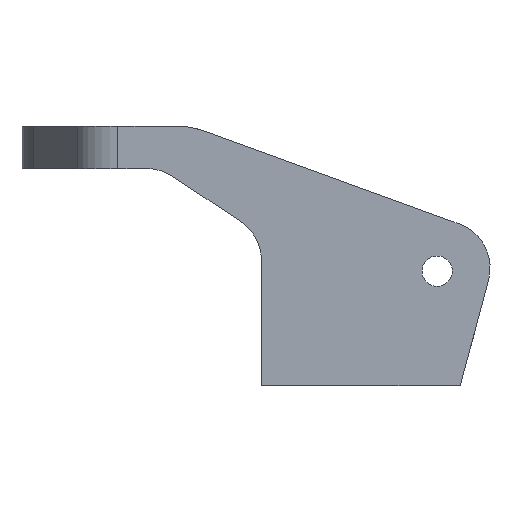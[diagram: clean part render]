
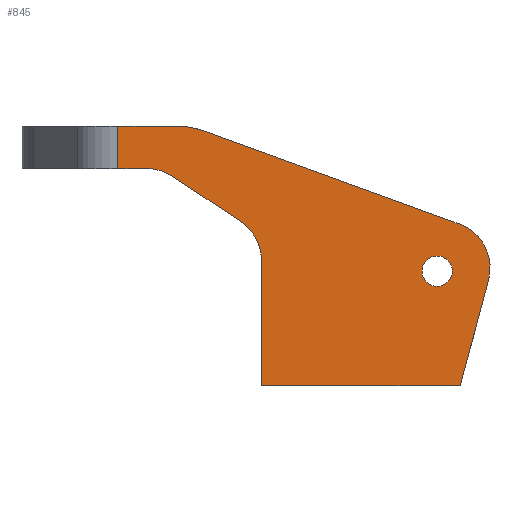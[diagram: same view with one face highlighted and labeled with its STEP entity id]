
A CAD part, left-side view. The second image highlights one B-rep face of the part: STEP entity #845.
In plain terms, the highlighted planar face has unit normal (-1, 0, 0).
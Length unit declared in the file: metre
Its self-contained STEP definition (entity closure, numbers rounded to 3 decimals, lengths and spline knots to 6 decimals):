
#56=LINE('',#1270,#124);
#63=LINE('',#1284,#131);
#71=LINE('',#1311,#139);
#74=LINE('',#1321,#142);
#85=LINE('',#1356,#153);
#90=LINE('',#1383,#158);
#94=LINE('',#1396,#162);
#95=LINE('',#1398,#163);
#124=VECTOR('',#1008,1.);
#131=VECTOR('',#1017,1.);
#139=VECTOR('',#1033,1.);
#142=VECTOR('',#1044,1.);
#153=VECTOR('',#1073,1.);
#158=VECTOR('',#1100,1.);
#162=VECTOR('',#1116,1.);
#163=VECTOR('',#1117,1.);
#285=ORIENTED_EDGE('',*,*,#477,.T.);
#286=ORIENTED_EDGE('',*,*,#497,.F.);
#287=ORIENTED_EDGE('',*,*,#498,.F.);
#288=ORIENTED_EDGE('',*,*,#499,.T.);
#289=ORIENTED_EDGE('',*,*,#444,.T.);
#290=ORIENTED_EDGE('',*,*,#500,.T.);
#291=ORIENTED_EDGE('',*,*,#437,.F.);
#292=ORIENTED_EDGE('',*,*,#490,.F.);
#293=ORIENTED_EDGE('',*,*,#460,.F.);
#294=ORIENTED_EDGE('',*,*,#457,.F.);
#295=ORIENTED_EDGE('',*,*,#455,.T.);
#296=ORIENTED_EDGE('',*,*,#451,.F.);
#297=ORIENTED_EDGE('',*,*,#465,.T.);
#437=EDGE_CURVE('',#556,#557,#56,.T.);
#444=EDGE_CURVE('',#562,#563,#63,.T.);
#451=EDGE_CURVE('',#569,#570,#633,.T.);
#455=EDGE_CURVE('',#572,#570,#71,.T.);
#457=EDGE_CURVE('',#572,#574,#635,.T.);
#460=EDGE_CURVE('',#574,#576,#74,.T.);
#465=EDGE_CURVE('',#579,#579,#636,.T.);
#477=EDGE_CURVE('',#569,#590,#85,.T.);
#490=EDGE_CURVE('',#576,#556,#90,.T.);
#497=EDGE_CURVE('',#601,#590,#94,.T.);
#498=EDGE_CURVE('',#602,#601,#95,.T.);
#499=EDGE_CURVE('',#602,#562,#652,.T.);
#500=EDGE_CURVE('',#563,#557,#653,.T.);
#556=VERTEX_POINT('',#1271);
#557=VERTEX_POINT('',#1272);
#562=VERTEX_POINT('',#1285);
#563=VERTEX_POINT('',#1286);
#569=VERTEX_POINT('',#1302);
#570=VERTEX_POINT('',#1304);
#572=VERTEX_POINT('',#1309);
#574=VERTEX_POINT('',#1316);
#576=VERTEX_POINT('',#1322);
#579=VERTEX_POINT('',#1331);
#590=VERTEX_POINT('',#1355);
#601=VERTEX_POINT('',#1397);
#602=VERTEX_POINT('',#1399);
#633=CIRCLE('',#898,0.0095);
#635=CIRCLE('',#902,0.005);
#636=CIRCLE('',#905,0.0016);
#652=CIRCLE('',#930,0.005);
#653=CIRCLE('',#931,0.005);
#699=EDGE_LOOP('',(#285,#286,#287,#288,#289,#290,#291,#292,#293,#294,#295,
#296));
#700=EDGE_LOOP('',(#297));
#767=FACE_BOUND('',#699,.T.);
#768=FACE_BOUND('',#700,.T.);
#820=PLANE('',#929);
#845=ADVANCED_FACE('',(#767,#768),#820,.F.);
#898=AXIS2_PLACEMENT_3D('',#1303,#1026,#1027);
#902=AXIS2_PLACEMENT_3D('',#1315,#1038,#1039);
#905=AXIS2_PLACEMENT_3D('',#1330,#1051,#1052);
#929=AXIS2_PLACEMENT_3D('',#1395,#1114,#1115);
#930=AXIS2_PLACEMENT_3D('',#1400,#1118,#1119);
#931=AXIS2_PLACEMENT_3D('',#1401,#1120,#1121);
#1008=DIRECTION('',(0.,0.,1.));
#1017=DIRECTION('',(0.,-0.834,-0.552));
#1026=DIRECTION('',(1.,0.,0.));
#1027=DIRECTION('',(0.,0.,-1.));
#1033=DIRECTION('',(0.,0.94,0.342));
#1038=DIRECTION('',(1.,0.,0.));
#1039=DIRECTION('',(0.,0.,-1.));
#1044=DIRECTION('',(0.,0.259,-0.966));
#1051=DIRECTION('',(1.,0.,0.));
#1052=DIRECTION('',(0.,0.,-1.));
#1073=DIRECTION('',(0.,1.,0.));
#1100=DIRECTION('',(0.,1.,0.));
#1114=DIRECTION('',(1.,0.,0.));
#1115=DIRECTION('',(0.,1.,0.));
#1116=DIRECTION('',(0.,0.,1.));
#1117=DIRECTION('',(0.,1.,0.));
#1118=DIRECTION('',(1.,0.,0.));
#1119=DIRECTION('',(0.,0.,-1.));
#1120=DIRECTION('',(1.,0.,0.));
#1121=DIRECTION('',(0.,0.,-1.));
#1270=CARTESIAN_POINT('',(-0.014,-0.004264,0.010685));
#1271=CARTESIAN_POINT('',(-0.014,-0.004264,0.002214));
#1272=CARTESIAN_POINT('',(-0.014,-0.004264,0.015469));
#1284=CARTESIAN_POINT('',(-0.014,0.001066,0.021685));
#1285=CARTESIAN_POINT('',(-0.014,0.00514,0.024383));
#1286=CARTESIAN_POINT('',(-0.014,-0.002025,0.019638));
#1302=CARTESIAN_POINT('',(-0.014,0.004933,0.029714));
#1303=CARTESIAN_POINT('',(-0.014,0.004933,0.020214));
#1304=CARTESIAN_POINT('',(-0.014,0.001684,0.029141));
#1309=CARTESIAN_POINT('',(-0.014,-0.025157,0.019372));
#1311=CARTESIAN_POINT('',(-0.014,-0.010876,0.02457));
#1315=CARTESIAN_POINT('',(-0.014,-0.023447,0.014674));
#1316=CARTESIAN_POINT('',(-0.014,-0.028276,0.01338));
#1321=CARTESIAN_POINT('',(-0.014,-0.026821,0.007946));
#1322=CARTESIAN_POINT('',(-0.014,-0.025285,0.002214));
#1330=CARTESIAN_POINT('',(-0.014,-0.022845,0.014361));
#1331=CARTESIAN_POINT('',(-0.014,-0.022845,0.012761));
#1355=CARTESIAN_POINT('',(-0.014,0.010944,0.029714));
#1356=CARTESIAN_POINT('',(-0.014,0.013102,0.029714));
#1383=CARTESIAN_POINT('',(-0.014,-0.014391,0.002214));
#1395=CARTESIAN_POINT('',(-0.014,-0.003769,0.016214));
#1396=CARTESIAN_POINT('',(-0.014,0.010944,0.025214));
#1397=CARTESIAN_POINT('',(-0.014,0.010944,0.025214));
#1398=CARTESIAN_POINT('',(-0.014,0.013102,0.025214));
#1399=CARTESIAN_POINT('',(-0.014,0.007901,0.025214));
#1400=CARTESIAN_POINT('',(-0.014,0.007901,0.020214));
#1401=CARTESIAN_POINT('',(-0.014,0.000736,0.015469));
